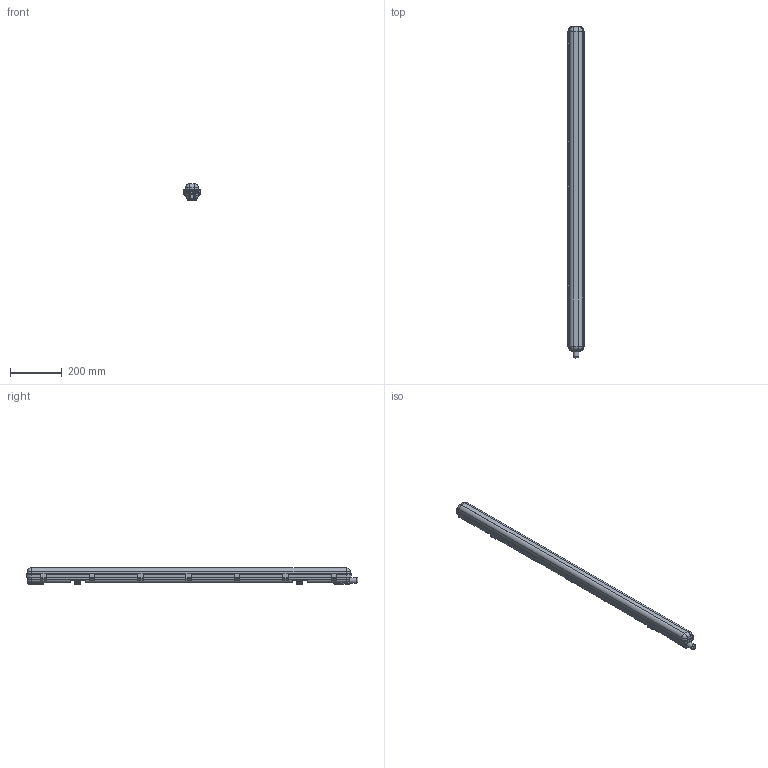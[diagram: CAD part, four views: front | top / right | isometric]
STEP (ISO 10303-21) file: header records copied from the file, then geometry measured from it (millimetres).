
FILE_DESCRIPTION (( 'STEP AP214' ), '1' );
FILE_NAME ('DP_H_1_1200.STEP', '2024-01-11T07:39:25', ( '' ), ( '' ), 'SwSTEP 2.0', 'SolidWorks 2022', '' );
FILE_SCHEMA (( 'AUTOMOTIVE_DESIGN' ));
Length unit declared in the file: millimetre
Products named in the file (1): DP_H_1_1200
Bounding box: 64.73 x 1286.28 x 63.62 mm (x, y, z)
Volume: 444032.9 mm3; surface area: 646563.3 mm2
Topology: 19 solids, 19 shells, 633 faces, 1687 edges, 1093 vertices
Faces by surface type: plane 306, cylinder 210, bspline 92, sphere 20, torus 5
Full cylindrical faces by diameter (mm): 6 x2, 16 x1, 22 x1
Entity records: 32276 total; most frequent: CARTESIAN_POINT 10143, ORIENTED_EDGE 3342, DIRECTION 2816, EDGE_CURVE 1671, VERTEX_POINT 1088, LINE 952, VECTOR 952, AXIS2_PLACEMENT_3D 932
